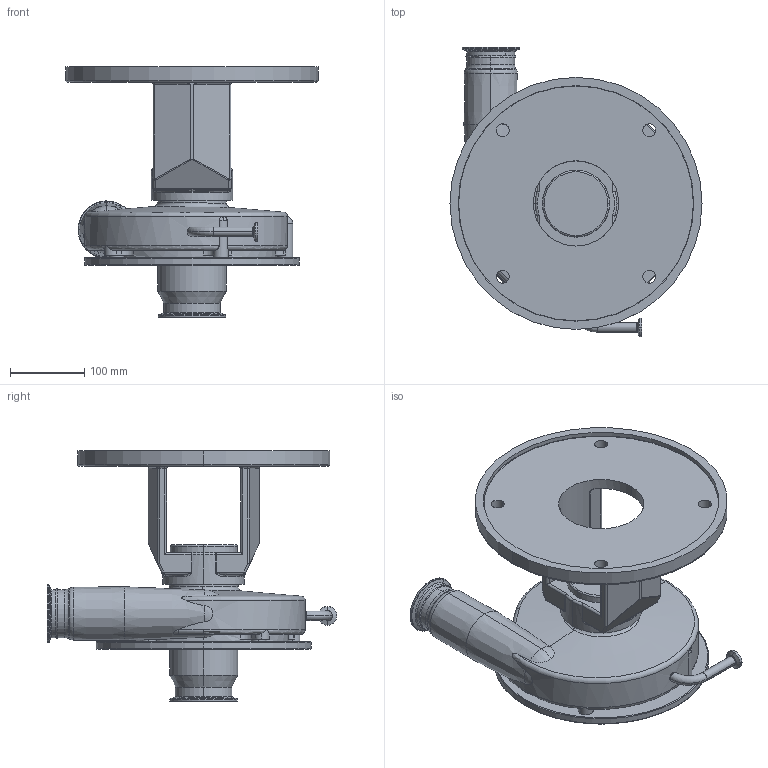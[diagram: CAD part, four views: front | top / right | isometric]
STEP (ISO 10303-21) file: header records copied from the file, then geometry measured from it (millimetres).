
FILE_DESCRIPTION (( 'STEP AP214' ), '1' );
FILE_NAME ('FPR 3541-3542 320TC VERT 1-2 IN ELBOW LEFT DRAIN.STEP', '2023-01-05T16:33:30', ( '' ), ( '' ), 'SwSTEP 2.0', 'SolidWorks 2021', '' );
FILE_SCHEMA (( 'AUTOMOTIVE_DESIGN' ));
Length unit declared in the file: millimetre
Products named in the file (1): FPR 3541-3542 320TC VERT 1-2 IN ELBOW LEFT DRAIN
Bounding box: 340 x 390.9 x 337.5 mm (x, y, z)
Volume: 5816219.5 mm3; surface area: 674310.5 mm2
Topology: 1 solids, 2 shells, 398 faces, 975 edges, 579 vertices
Faces by surface type: cylinder 146, torus 90, plane 63, bspline 45, cone 37, sphere 17
Entity records: 16113 total; most frequent: CARTESIAN_POINT 6918, DIRECTION 1982, ORIENTED_EDGE 1934, EDGE_CURVE 967, AXIS2_PLACEMENT_3D 852, VERTEX_POINT 579, CIRCLE 498, EDGE_LOOP 428
